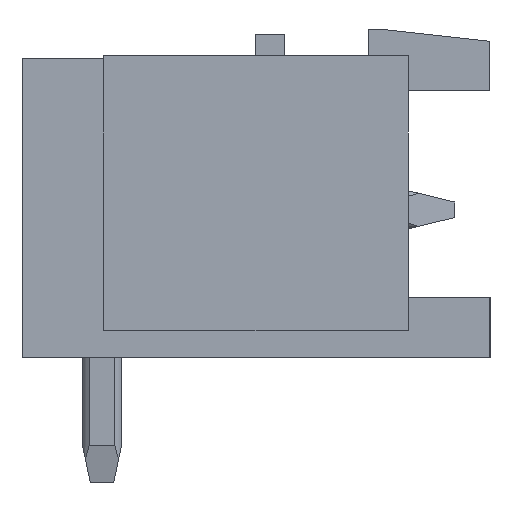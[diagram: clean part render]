
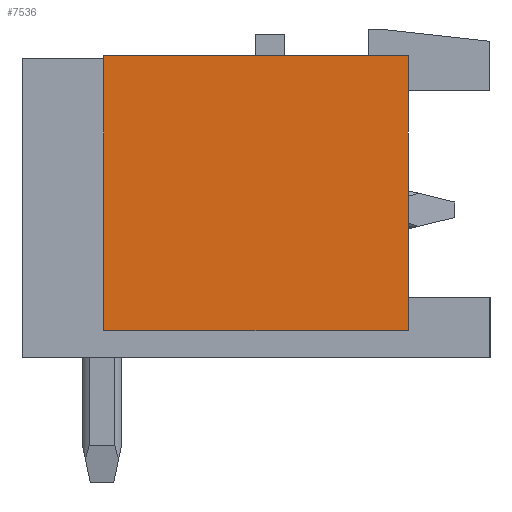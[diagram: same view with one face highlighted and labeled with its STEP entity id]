
A CAD part, left-side view. The second image highlights one B-rep face of the part: STEP entity #7536.
In plain terms, the highlighted planar face has unit normal (-1, 0, 0).
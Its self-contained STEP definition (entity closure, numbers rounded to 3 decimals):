
#7500=AXIS2_PLACEMENT_3D('Plane Axis2P3D',#7497,#7498,#7499) ;
#7497=CARTESIAN_POINT('Axis2P3D Location',(0.,2.1,0.)) ;
#7502=CARTESIAN_POINT('Line Origine',(0.,9.9,7.425)) ;
#7506=CARTESIAN_POINT('Vertex',(0.,9.9,3.9)) ;
#7508=CARTESIAN_POINT('Vertex',(0.,9.9,10.95)) ;
#7511=CARTESIAN_POINT('Line Origine',(0.,6.,3.9)) ;
#7515=CARTESIAN_POINT('Vertex',(0.,2.1,3.9)) ;
#7518=CARTESIAN_POINT('Line Origine',(0.,2.1,7.425)) ;
#7522=CARTESIAN_POINT('Vertex',(0.,2.1,10.95)) ;
#7525=CARTESIAN_POINT('Line Origine',(0.,6.,10.95)) ;
#7498=DIRECTION('Axis2P3D Direction',(1.,0.,0.)) ;
#7499=DIRECTION('Axis2P3D XDirection',(0.,1.,0.)) ;
#7503=DIRECTION('Vector Direction',(0.,0.,1.)) ;
#7512=DIRECTION('Vector Direction',(0.,1.,0.)) ;
#7519=DIRECTION('Vector Direction',(0.,0.,1.)) ;
#7526=DIRECTION('Vector Direction',(0.,1.,0.)) ;
#7504=VECTOR('Line Direction',#7503,1.) ;
#7513=VECTOR('Line Direction',#7512,1.) ;
#7520=VECTOR('Line Direction',#7519,1.) ;
#7527=VECTOR('Line Direction',#7526,1.) ;
#7531=ORIENTED_EDGE('',*,*,#7510,.F.) ;
#7532=ORIENTED_EDGE('',*,*,#7517,.T.) ;
#7533=ORIENTED_EDGE('',*,*,#7524,.T.) ;
#7534=ORIENTED_EDGE('',*,*,#7529,.F.) ;
#7536=ADVANCED_FACE('Housing',(#7535),#7501,.F.) ;
#7510=EDGE_CURVE('',#7507,#7509,#7505,.T.) ;
#7517=EDGE_CURVE('',#7507,#7516,#7514,.F.) ;
#7524=EDGE_CURVE('',#7516,#7523,#7521,.T.) ;
#7529=EDGE_CURVE('',#7509,#7523,#7528,.F.) ;
#7530=EDGE_LOOP('',(#7531,#7532,#7533,#7534)) ;
#7535=FACE_OUTER_BOUND('',#7530,.T.) ;
#7505=LINE('Line',#7502,#7504) ;
#7514=LINE('Line',#7511,#7513) ;
#7521=LINE('Line',#7518,#7520) ;
#7528=LINE('Line',#7525,#7527) ;
#7501=PLANE('',#7500) ;
#7507=VERTEX_POINT('',#7506) ;
#7509=VERTEX_POINT('',#7508) ;
#7516=VERTEX_POINT('',#7515) ;
#7523=VERTEX_POINT('',#7522) ;
